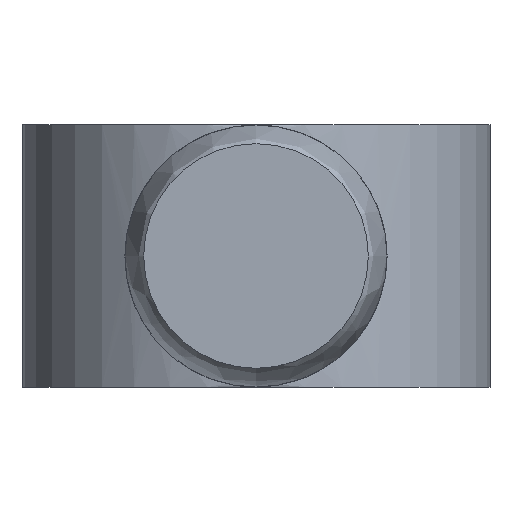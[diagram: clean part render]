
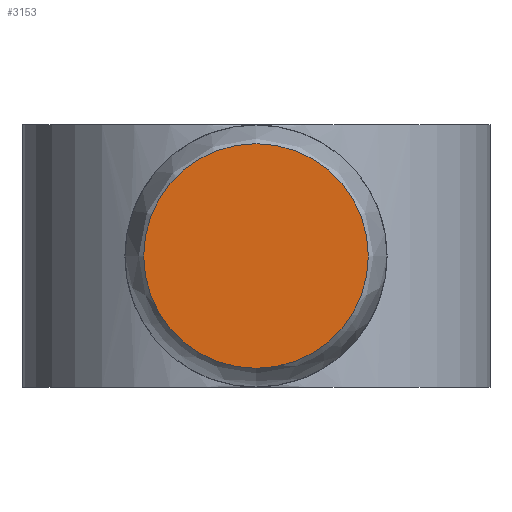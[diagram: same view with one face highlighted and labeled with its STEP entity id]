
A CAD part, left-side view. The second image highlights one B-rep face of the part: STEP entity #3153.
In plain terms, the highlighted planar face has unit normal (-1, 0, 0).
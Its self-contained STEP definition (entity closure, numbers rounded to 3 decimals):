
#58=CIRCLE($,#3282,6.);
#466=FACE_OUTER_BOUND($,#664,.T.);
#664=EDGE_LOOP($,(#2660));
#1478=VERTEX_POINT($,#5505);
#1888=EDGE_CURVE($,#1478,#1478,#58,.T.);
#2660=ORIENTED_EDGE($,*,*,#1888,.F.);
#2850=PLANE($,#3283);
#3153=ADVANCED_FACE($,(#466),#2850,.F.);
#3282=AXIS2_PLACEMENT_3D($,#5506,#3753,#3754);
#3283=AXIS2_PLACEMENT_3D($,#5507,#3755,#3756);
#3753=DIRECTION('center_axis',(1.,0.,0.));
#3754=DIRECTION('ref_axis',(0.,0.,-1.));
#3755=DIRECTION('center_axis',(1.,0.,0.));
#3756=DIRECTION('ref_axis',(0.,0.,-1.));
#5505=CARTESIAN_POINT('',(-81.25,0.,6.));
#5506=CARTESIAN_POINT('Origin',(-81.25,0.,0.));
#5507=CARTESIAN_POINT('Origin',(-81.25,0.,0.));
